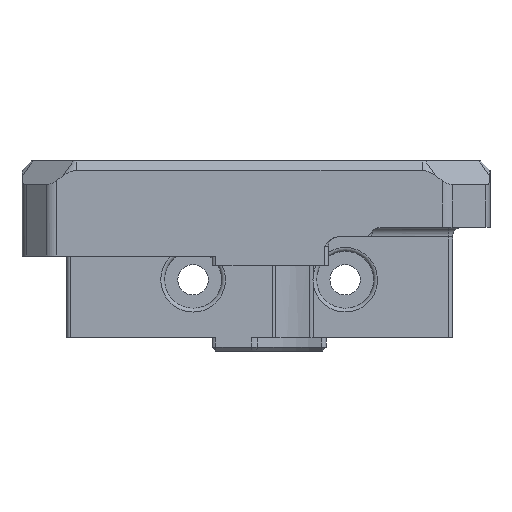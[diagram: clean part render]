
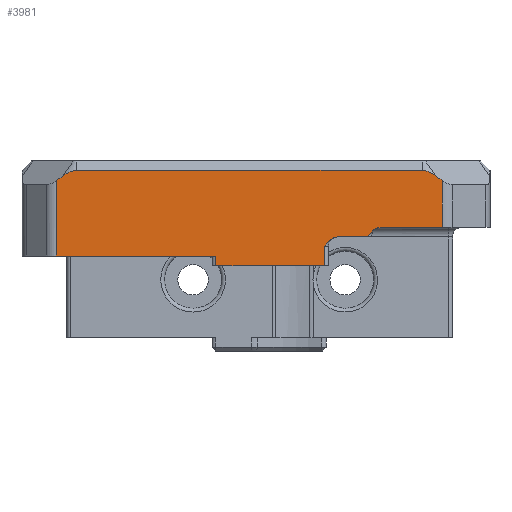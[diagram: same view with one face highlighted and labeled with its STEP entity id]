
A CAD part, left-side view. The second image highlights one B-rep face of the part: STEP entity #3981.
In plain terms, the highlighted planar face has unit normal (-1, 0, 0).
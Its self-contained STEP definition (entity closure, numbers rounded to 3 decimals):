
#32=(
BOUNDED_CURVE()
B_SPLINE_CURVE(2,(#6138,#6139,#6140),.UNSPECIFIED.,.F.,.F.)
B_SPLINE_CURVE_WITH_KNOTS((3,3),(0.956,1.312),
 .UNSPECIFIED.)
CURVE()
GEOMETRIC_REPRESENTATION_ITEM()
RATIONAL_B_SPLINE_CURVE((1.,1.273,1.342))
REPRESENTATION_ITEM('')
);
#33=(
BOUNDED_CURVE()
B_SPLINE_CURVE(2,(#6144,#6145,#6146),.UNSPECIFIED.,.F.,.F.)
B_SPLINE_CURVE_WITH_KNOTS((3,3),(2.231,2.797),
 .UNSPECIFIED.)
CURVE()
GEOMETRIC_REPRESENTATION_ITEM()
RATIONAL_B_SPLINE_CURVE((1.,1.367,1.548))
REPRESENTATION_ITEM('')
);
#144=B_SPLINE_CURVE_WITH_KNOTS('',3,(#6112,#6113,#6114,#6115,#6116,#6117,
#6118,#6119),.UNSPECIFIED.,.F.,.F.,(4,2,2,4),(-0.166,-0.132,
-0.096,0.),.UNSPECIFIED.);
#145=B_SPLINE_CURVE_WITH_KNOTS('',3,(#6123,#6124,#6125,#6126,#6127,#6128,
#6129,#6130),.UNSPECIFIED.,.F.,.F.,(4,2,2,4),(-0.166,-0.132,
-0.096,0.),.UNSPECIFIED.);
#435=FACE_OUTER_BOUND('',#673,.T.);
#673=EDGE_LOOP('',(#2754,#2755,#2756,#2757,#2758,#2759,#2760,#2761,#2762,
#2763,#2764,#2765,#2766,#2767,#2768));
#946=LINE('',#6100,#1309);
#948=LINE('',#6106,#1311);
#949=LINE('',#6108,#1312);
#950=LINE('',#6110,#1313);
#951=LINE('',#6121,#1314);
#952=LINE('',#6132,#1315);
#953=LINE('',#6134,#1316);
#954=LINE('',#6136,#1317);
#955=LINE('',#6142,#1318);
#956=LINE('',#6148,#1319);
#957=LINE('',#6149,#1320);
#1309=VECTOR('',#4813,10.);
#1311=VECTOR('',#4819,10.);
#1312=VECTOR('',#4820,10.);
#1313=VECTOR('',#4821,10.);
#1314=VECTOR('',#4822,10.);
#1315=VECTOR('',#4823,10.);
#1316=VECTOR('',#4824,10.);
#1317=VECTOR('',#4825,10.);
#1318=VECTOR('',#4826,10.);
#1319=VECTOR('',#4827,10.);
#1320=VECTOR('',#4828,10.);
#1683=VERTEX_POINT('',#6097);
#1684=VERTEX_POINT('',#6099);
#1686=VERTEX_POINT('',#6105);
#1687=VERTEX_POINT('',#6107);
#1688=VERTEX_POINT('',#6109);
#1689=VERTEX_POINT('',#6111);
#1690=VERTEX_POINT('',#6120);
#1691=VERTEX_POINT('',#6122);
#1692=VERTEX_POINT('',#6131);
#1693=VERTEX_POINT('',#6133);
#1694=VERTEX_POINT('',#6135);
#1695=VERTEX_POINT('',#6137);
#1696=VERTEX_POINT('',#6141);
#1697=VERTEX_POINT('',#6143);
#1698=VERTEX_POINT('',#6147);
#2091=EDGE_CURVE('',#1683,#1684,#946,.T.);
#2094=EDGE_CURVE('',#1686,#1684,#948,.T.);
#2095=EDGE_CURVE('',#1687,#1683,#949,.T.);
#2096=EDGE_CURVE('',#1688,#1687,#950,.T.);
#2097=EDGE_CURVE('',#1689,#1688,#144,.T.);
#2098=EDGE_CURVE('',#1689,#1690,#951,.T.);
#2099=EDGE_CURVE('',#1691,#1690,#145,.T.);
#2100=EDGE_CURVE('',#1692,#1691,#952,.T.);
#2101=EDGE_CURVE('',#1693,#1692,#953,.T.);
#2102=EDGE_CURVE('',#1693,#1694,#954,.T.);
#2103=EDGE_CURVE('',#1695,#1694,#32,.T.);
#2104=EDGE_CURVE('',#1696,#1695,#955,.T.);
#2105=EDGE_CURVE('',#1696,#1697,#33,.T.);
#2106=EDGE_CURVE('',#1698,#1697,#956,.T.);
#2107=EDGE_CURVE('',#1698,#1686,#957,.T.);
#2754=ORIENTED_EDGE('',*,*,#2094,.T.);
#2755=ORIENTED_EDGE('',*,*,#2091,.F.);
#2756=ORIENTED_EDGE('',*,*,#2095,.F.);
#2757=ORIENTED_EDGE('',*,*,#2096,.F.);
#2758=ORIENTED_EDGE('',*,*,#2097,.F.);
#2759=ORIENTED_EDGE('',*,*,#2098,.T.);
#2760=ORIENTED_EDGE('',*,*,#2099,.F.);
#2761=ORIENTED_EDGE('',*,*,#2100,.F.);
#2762=ORIENTED_EDGE('',*,*,#2101,.F.);
#2763=ORIENTED_EDGE('',*,*,#2102,.T.);
#2764=ORIENTED_EDGE('',*,*,#2103,.F.);
#2765=ORIENTED_EDGE('',*,*,#2104,.F.);
#2766=ORIENTED_EDGE('',*,*,#2105,.T.);
#2767=ORIENTED_EDGE('',*,*,#2106,.F.);
#2768=ORIENTED_EDGE('',*,*,#2107,.T.);
#3867=PLANE('',#4257);
#3981=ADVANCED_FACE('',(#435),#3867,.F.);
#4257=AXIS2_PLACEMENT_3D('',#6104,#4817,#4818);
#4813=DIRECTION('',(0.,0.,1.));
#4817=DIRECTION('center_axis',(1.,0.,0.));
#4818=DIRECTION('ref_axis',(0.,-1.,0.));
#4819=DIRECTION('',(0.,-1.,0.));
#4820=DIRECTION('',(0.,1.,0.));
#4821=DIRECTION('',(0.,0.,-1.));
#4822=DIRECTION('',(0.,-1.,0.));
#4823=DIRECTION('',(0.,1.,0.));
#4824=DIRECTION('',(0.,0.,-1.));
#4825=DIRECTION('',(0.,0.816,0.577));
#4826=DIRECTION('',(0.,-1.,0.));
#4827=DIRECTION('',(0.,-0.816,0.577));
#4828=DIRECTION('',(0.,0.,-1.));
#6097=CARTESIAN_POINT('',(21.95,82.6,-29.));
#6099=CARTESIAN_POINT('',(21.95,82.6,-28.));
#6100=CARTESIAN_POINT('',(21.95,82.6,-18.5));
#6104=CARTESIAN_POINT('Origin',(21.95,83.,-9.));
#6105=CARTESIAN_POINT('',(21.95,99.379,-28.));
#6106=CARTESIAN_POINT('',(21.95,86.322,-28.));
#6107=CARTESIAN_POINT('',(21.95,71.16,-29.));
#6108=CARTESIAN_POINT('',(21.95,66.627,-29.));
#6109=CARTESIAN_POINT('',(21.95,71.16,-27.));
#6110=CARTESIAN_POINT('',(21.95,71.16,-30.1));
#6111=CARTESIAN_POINT('',(21.95,69.818,-26.));
#6112=CARTESIAN_POINT('Ctrl Pts',(21.95,69.818,-26.));
#6113=CARTESIAN_POINT('Ctrl Pts',(21.95,69.93,-26.));
#6114=CARTESIAN_POINT('Ctrl Pts',(21.95,70.062,-26.022));
#6115=CARTESIAN_POINT('Ctrl Pts',(21.95,70.281,-26.093));
#6116=CARTESIAN_POINT('Ctrl Pts',(21.95,70.409,-26.158));
#6117=CARTESIAN_POINT('Ctrl Pts',(21.95,70.77,-26.411));
#6118=CARTESIAN_POINT('Ctrl Pts',(21.95,70.988,-26.729));
#6119=CARTESIAN_POINT('Ctrl Pts',(21.95,71.16,-27.));
#6120=CARTESIAN_POINT('',(21.95,66.627,-26.));
#6121=CARTESIAN_POINT('',(21.95,78.65,-26.));
#6122=CARTESIAN_POINT('',(21.95,65.285,-25.));
#6123=CARTESIAN_POINT('Ctrl Pts',(21.95,65.285,-25.));
#6124=CARTESIAN_POINT('Ctrl Pts',(21.95,65.396,-25.));
#6125=CARTESIAN_POINT('Ctrl Pts',(21.95,65.528,-25.022));
#6126=CARTESIAN_POINT('Ctrl Pts',(21.95,65.748,-25.093));
#6127=CARTESIAN_POINT('Ctrl Pts',(21.95,65.876,-25.158));
#6128=CARTESIAN_POINT('Ctrl Pts',(21.95,66.237,-25.411));
#6129=CARTESIAN_POINT('Ctrl Pts',(21.95,66.455,-25.729));
#6130=CARTESIAN_POINT('Ctrl Pts',(21.95,66.627,-26.));
#6131=CARTESIAN_POINT('',(21.95,58.775,-25.));
#6132=CARTESIAN_POINT('',(21.95,80.69,-25.));
#6133=CARTESIAN_POINT('',(21.95,58.775,-20.061));
#6134=CARTESIAN_POINT('',(21.95,58.775,-9.));
#6135=CARTESIAN_POINT('',(21.95,59.396,-19.621));
#6136=CARTESIAN_POINT('',(21.95,70.698,-11.629));
#6137=CARTESIAN_POINT('',(21.95,60.896,-19.));
#6138=CARTESIAN_POINT('Ctrl Pts',(21.95,60.896,-19.));
#6139=CARTESIAN_POINT('Ctrl Pts',(21.95,60.275,-19.));
#6140=CARTESIAN_POINT('Ctrl Pts',(21.95,59.396,-19.621));
#6141=CARTESIAN_POINT('',(21.95,97.257,-19.));
#6142=CARTESIAN_POINT('',(21.95,77.25,-19.));
#6143=CARTESIAN_POINT('',(21.95,98.757,-19.621));
#6144=CARTESIAN_POINT('Ctrl Pts',(21.95,97.257,-19.));
#6145=CARTESIAN_POINT('Ctrl Pts',(21.95,97.879,-19.));
#6146=CARTESIAN_POINT('Ctrl Pts',(21.95,98.757,-19.621));
#6147=CARTESIAN_POINT('',(21.95,99.379,-20.061));
#6148=CARTESIAN_POINT('',(21.95,100.843,-21.096));
#6149=CARTESIAN_POINT('',(21.95,99.379,-59.));
